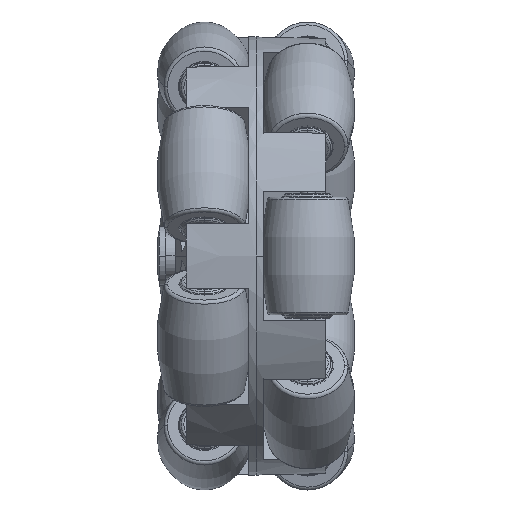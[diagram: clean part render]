
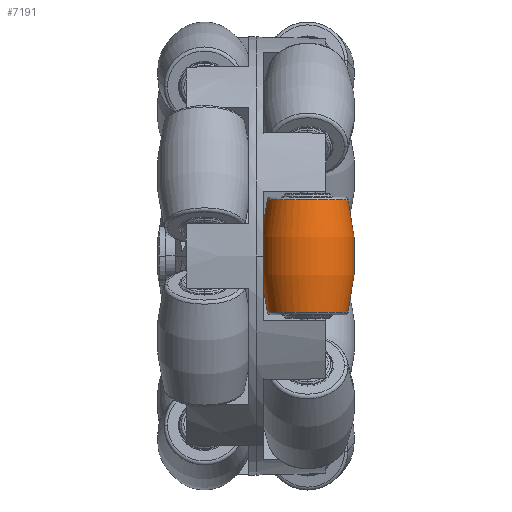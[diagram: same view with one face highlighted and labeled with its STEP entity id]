
A CAD part, left-side view. The second image highlights one B-rep face of the part: STEP entity #7191.
In plain terms, the highlighted toroidal (fillet/blend) face has major radius 25.462 mm and minor radius 31.883 mm.
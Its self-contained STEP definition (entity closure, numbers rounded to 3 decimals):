
#1208 = VERTEX_POINT ( 'NONE', #17043 ) ;
#1460 = ORIENTED_EDGE ( 'NONE', *, *, #12859, .F. ) ;
#1539 = ORIENTED_EDGE ( 'NONE', *, *, #12882, .T. ) ;
#1564 = ORIENTED_EDGE ( 'NONE', *, *, #12878, .F. ) ;
#1620 = VERTEX_POINT ( 'NONE', #19696 ) ;
#1975 = EDGE_LOOP ( 'NONE', ( #1460, #1564, #1539, #2127 ) ) ;
#1982 = VERTEX_POINT ( 'NONE', #19504 ) ;
#2125 = VERTEX_POINT ( 'NONE', #19752 ) ;
#2127 = ORIENTED_EDGE ( 'NONE', *, *, #12877, .T. ) ;
#5162 = DIRECTION ( 'NONE',  ( -1., 0., 0. ) ) ;
#5164 = DIRECTION ( 'NONE',  ( 0., 0., -1. ) ) ;
#5166 = CARTESIAN_POINT ( 'NONE',  ( 0., -25.463, 0. ) ) ;
#5180 = DIRECTION ( 'NONE',  ( 0., 0., 1. ) ) ;
#5181 = DIRECTION ( 'NONE',  ( -1., 0., 0. ) ) ;
#5182 = CARTESIAN_POINT ( 'NONE',  ( -7.619, 0., 0. ) ) ;
#5183 = DIRECTION ( 'NONE',  ( 0., 0., 1. ) ) ;
#5186 = DIRECTION ( 'NONE',  ( -1., 0., 0. ) ) ;
#5188 = CARTESIAN_POINT ( 'NONE',  ( 7.619, 0., 0. ) ) ;
#5253 = DIRECTION ( 'NONE',  ( 0., -1., 0. ) ) ;
#5254 = DIRECTION ( 'NONE',  ( 0., 0., 1. ) ) ;
#5255 = CARTESIAN_POINT ( 'NONE',  ( 0., 25.463, 0. ) ) ;
#7191 = ADVANCED_FACE ( 'NONE', ( #7859 ), #7861, .T. ) ;
#7474 = CIRCLE ( 'NONE', #12139, 31.883 ) ;
#7478 = CIRCLE ( 'NONE', #12153, 5.496 ) ;
#7482 = CIRCLE ( 'NONE', #12151, 5.496 ) ;
#7505 = CIRCLE ( 'NONE', #12239, 31.883 ) ;
#7859 = FACE_OUTER_BOUND ( 'NONE', #1975, .T. ) ;
#7861 = TOROIDAL_SURFACE ( 'NONE', #13501, -25.463, 31.883 ) ;
#12139 = AXIS2_PLACEMENT_3D ( 'NONE', #5166, #5164, #5162 ) ;
#12151 = AXIS2_PLACEMENT_3D ( 'NONE', #5182, #5181, #5180 ) ;
#12153 = AXIS2_PLACEMENT_3D ( 'NONE', #5188, #5186, #5183 ) ;
#12239 = AXIS2_PLACEMENT_3D ( 'NONE', #5255, #5254, #5253 ) ;
#12859 = EDGE_CURVE ( 'NONE', #2125, #1620, #7505, .T. ) ;
#12877 = EDGE_CURVE ( 'NONE', #1982, #1620, #7478, .T. ) ;
#12878 = EDGE_CURVE ( 'NONE', #1208, #2125, #7482, .T. ) ;
#12882 = EDGE_CURVE ( 'NONE', #1208, #1982, #7474, .T. ) ;
#13501 = AXIS2_PLACEMENT_3D ( 'NONE', #15344, #15347, #15342 ) ;
#15342 = DIRECTION ( 'NONE',  ( 0., 1., 0. ) ) ;
#15344 = CARTESIAN_POINT ( 'NONE',  ( 0., 0., 0. ) ) ;
#15347 = DIRECTION ( 'NONE',  ( 1., 0., 0. ) ) ;
#17043 = CARTESIAN_POINT ( 'NONE',  ( -7.619, 5.496, 0. ) ) ;
#19504 = CARTESIAN_POINT ( 'NONE',  ( 7.619, 5.496, 0. ) ) ;
#19696 = CARTESIAN_POINT ( 'NONE',  ( 7.619, -5.496, 0. ) ) ;
#19752 = CARTESIAN_POINT ( 'NONE',  ( -7.619, -5.496, 0. ) ) ;
